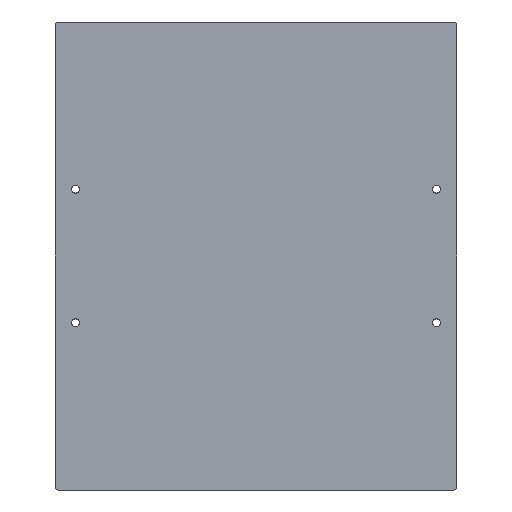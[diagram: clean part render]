
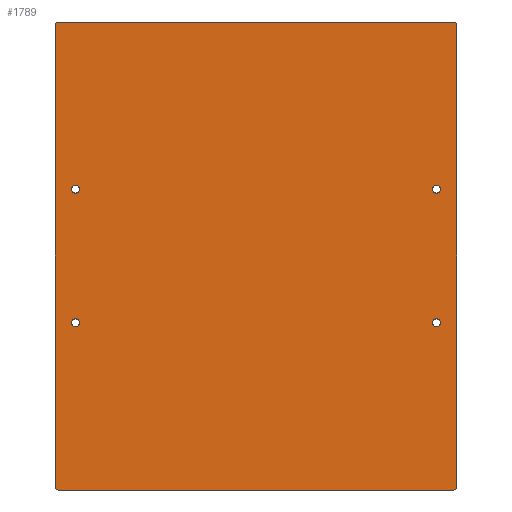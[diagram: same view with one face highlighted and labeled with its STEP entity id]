
A CAD part, front view. The second image highlights one B-rep face of the part: STEP entity #1789.
In plain terms, the highlighted planar face has unit normal (0, -1, 0).
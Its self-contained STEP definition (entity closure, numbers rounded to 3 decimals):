
#79 = CIRCLE ( 'NONE', #5341, 3. ) ;
#85 = CARTESIAN_POINT ( 'NONE',  ( 148., 0., -175. ) ) ;
#145 = VERTEX_POINT ( 'NONE', #3195 ) ;
#235 = EDGE_CURVE ( 'NONE', #3936, #1302, #2245, .T. ) ;
#332 = CIRCLE ( 'NONE', #4710, 2. ) ;
#344 = CIRCLE ( 'NONE', #3958, 3. ) ;
#403 = AXIS2_PLACEMENT_3D ( 'NONE', #2771, #2815, #5218 ) ;
#441 = ORIENTED_EDGE ( 'NONE', *, *, #2382, .F. ) ;
#532 = EDGE_LOOP ( 'NONE', ( #3474, #4748 ) ) ;
#546 = ORIENTED_EDGE ( 'NONE', *, *, #5867, .F. ) ;
#577 = VERTEX_POINT ( 'NONE', #4652 ) ;
#630 = CARTESIAN_POINT ( 'NONE',  ( 135., 0., 50. ) ) ;
#654 = AXIS2_PLACEMENT_3D ( 'NONE', #1272, #5693, #6180 ) ;
#853 = FACE_BOUND ( 'NONE', #5899, .T. ) ;
#886 = DIRECTION ( 'NONE',  ( 0., 1., 0. ) ) ;
#891 = EDGE_CURVE ( 'NONE', #577, #5049, #4554, .T. ) ;
#925 = CIRCLE ( 'NONE', #3517, 2. ) ;
#963 = ORIENTED_EDGE ( 'NONE', *, *, #5720, .F. ) ;
#1028 = CARTESIAN_POINT ( 'NONE',  ( -135., 0., 50. ) ) ;
#1029 = ORIENTED_EDGE ( 'NONE', *, *, #891, .F. ) ;
#1048 = CARTESIAN_POINT ( 'NONE',  ( -135., 0., 53. ) ) ;
#1049 = EDGE_CURVE ( 'NONE', #1765, #6179, #332, .T. ) ;
#1072 = CARTESIAN_POINT ( 'NONE',  ( -135., 0., 50. ) ) ;
#1086 = CARTESIAN_POINT ( 'NONE',  ( 148., 0., -173. ) ) ;
#1200 = CARTESIAN_POINT ( 'NONE',  ( -150., 0., -173. ) ) ;
#1246 = VERTEX_POINT ( 'NONE', #1870 ) ;
#1272 = CARTESIAN_POINT ( 'NONE',  ( 148., 0., 173. ) ) ;
#1302 = VERTEX_POINT ( 'NONE', #4394 ) ;
#1331 = CARTESIAN_POINT ( 'NONE',  ( -148., 0., -173. ) ) ;
#1358 = EDGE_LOOP ( 'NONE', ( #1029, #2814 ) ) ;
#1377 = AXIS2_PLACEMENT_3D ( 'NONE', #4889, #1388, #3832 ) ;
#1388 = DIRECTION ( 'NONE',  ( 0., -1., 0. ) ) ;
#1390 = CARTESIAN_POINT ( 'NONE',  ( 135., 0., -50. ) ) ;
#1412 = VERTEX_POINT ( 'NONE', #85 ) ;
#1413 = DIRECTION ( 'NONE',  ( 0., -1., 0. ) ) ;
#1497 = CIRCLE ( 'NONE', #5511, 3. ) ;
#1508 = DIRECTION ( 'NONE',  ( 0., -1., 0. ) ) ;
#1546 = DIRECTION ( 'NONE',  ( 0., 0., -1. ) ) ;
#1577 = ORIENTED_EDGE ( 'NONE', *, *, #4588, .F. ) ;
#1580 = DIRECTION ( 'NONE',  ( 0., 0., 1. ) ) ;
#1596 = DIRECTION ( 'NONE',  ( 0., -1., 0. ) ) ;
#1658 = DIRECTION ( 'NONE',  ( 0., 1., 0. ) ) ;
#1676 = DIRECTION ( 'NONE',  ( 0., 0., -1. ) ) ;
#1754 = CARTESIAN_POINT ( 'NONE',  ( 0., 0., -175. ) ) ;
#1765 = VERTEX_POINT ( 'NONE', #6263 ) ;
#1776 = PLANE ( 'NONE',  #403 ) ;
#1787 = CARTESIAN_POINT ( 'NONE',  ( 150., 0., 173. ) ) ;
#1789 = ADVANCED_FACE ( 'NONE', ( #4611, #3916, #5136, #853, #2985 ), #1776, .F. ) ;
#1821 = ORIENTED_EDGE ( 'NONE', *, *, #3001, .F. ) ;
#1868 = EDGE_CURVE ( 'NONE', #145, #4742, #4463, .T. ) ;
#1870 = CARTESIAN_POINT ( 'NONE',  ( 135., 0., 53. ) ) ;
#1904 = CARTESIAN_POINT ( 'NONE',  ( -148., 0., 175. ) ) ;
#1912 = ORIENTED_EDGE ( 'NONE', *, *, #1049, .F. ) ;
#2140 = CARTESIAN_POINT ( 'NONE',  ( -148., 0., 173. ) ) ;
#2175 = AXIS2_PLACEMENT_3D ( 'NONE', #630, #4495, #1580 ) ;
#2245 = LINE ( 'NONE', #2932, #3779 ) ;
#2355 = EDGE_LOOP ( 'NONE', ( #4557, #2905, #441, #5952, #6160, #5764, #1912, #963 ) ) ;
#2364 = CARTESIAN_POINT ( 'NONE',  ( -135., 0., 47. ) ) ;
#2366 = VERTEX_POINT ( 'NONE', #2364 ) ;
#2382 = EDGE_CURVE ( 'NONE', #1302, #1412, #925, .T. ) ;
#2397 = CARTESIAN_POINT ( 'NONE',  ( -135., 0., -50. ) ) ;
#2420 = DIRECTION ( 'NONE',  ( 0., 0., 1. ) ) ;
#2450 = CARTESIAN_POINT ( 'NONE',  ( -148., 0., -175. ) ) ;
#2468 = VERTEX_POINT ( 'NONE', #4940 ) ;
#2540 = AXIS2_PLACEMENT_3D ( 'NONE', #1331, #886, #6264 ) ;
#2655 = DIRECTION ( 'NONE',  ( 0., 0., 1. ) ) ;
#2704 = EDGE_CURVE ( 'NONE', #5409, #3936, #5130, .T. ) ;
#2714 = ORIENTED_EDGE ( 'NONE', *, *, #1868, .F. ) ;
#2771 = CARTESIAN_POINT ( 'NONE',  ( 0., 0., 0. ) ) ;
#2814 = ORIENTED_EDGE ( 'NONE', *, *, #2872, .F. ) ;
#2815 = DIRECTION ( 'NONE',  ( 0., 1., 0. ) ) ;
#2817 = EDGE_CURVE ( 'NONE', #6179, #5409, #3198, .T. ) ;
#2872 = EDGE_CURVE ( 'NONE', #5049, #577, #5595, .T. ) ;
#2905 = ORIENTED_EDGE ( 'NONE', *, *, #4413, .F. ) ;
#2932 = CARTESIAN_POINT ( 'NONE',  ( 150., 0., 0. ) ) ;
#2985 = FACE_OUTER_BOUND ( 'NONE', #2355, .T. ) ;
#3001 = EDGE_CURVE ( 'NONE', #2468, #1246, #4601, .T. ) ;
#3010 = DIRECTION ( 'NONE',  ( 0., -1., 0. ) ) ;
#3195 = CARTESIAN_POINT ( 'NONE',  ( 135., 0., -47. ) ) ;
#3198 = LINE ( 'NONE', #6267, #5123 ) ;
#3474 = ORIENTED_EDGE ( 'NONE', *, *, #6347, .F. ) ;
#3517 = AXIS2_PLACEMENT_3D ( 'NONE', #1086, #4505, #1546 ) ;
#3578 = VERTEX_POINT ( 'NONE', #1048 ) ;
#3691 = EDGE_CURVE ( 'NONE', #2366, #3578, #79, .T. ) ;
#3779 = VECTOR ( 'NONE', #4451, 1000. ) ;
#3832 = DIRECTION ( 'NONE',  ( 0., 0., 1. ) ) ;
#3869 = LINE ( 'NONE', #5370, #5568 ) ;
#3916 = FACE_BOUND ( 'NONE', #532, .T. ) ;
#3936 = VERTEX_POINT ( 'NONE', #1787 ) ;
#3958 = AXIS2_PLACEMENT_3D ( 'NONE', #1028, #3010, #4944 ) ;
#4053 = CARTESIAN_POINT ( 'NONE',  ( -135., 0., -50. ) ) ;
#4394 = CARTESIAN_POINT ( 'NONE',  ( 150., 0., -173. ) ) ;
#4413 = EDGE_CURVE ( 'NONE', #1412, #4707, #6121, .T. ) ;
#4451 = DIRECTION ( 'NONE',  ( 0., 0., -1. ) ) ;
#4463 = CIRCLE ( 'NONE', #1377, 3. ) ;
#4495 = DIRECTION ( 'NONE',  ( 0., -1., 0. ) ) ;
#4505 = DIRECTION ( 'NONE',  ( 0., 1., 0. ) ) ;
#4554 = CIRCLE ( 'NONE', #4793, 3. ) ;
#4557 = ORIENTED_EDGE ( 'NONE', *, *, #4572, .F. ) ;
#4572 = EDGE_CURVE ( 'NONE', #4707, #5948, #5111, .T. ) ;
#4588 = EDGE_CURVE ( 'NONE', #4742, #145, #1497, .T. ) ;
#4601 = CIRCLE ( 'NONE', #2175, 3. ) ;
#4611 = FACE_BOUND ( 'NONE', #1358, .T. ) ;
#4652 = CARTESIAN_POINT ( 'NONE',  ( -135., 0., -47. ) ) ;
#4662 = CARTESIAN_POINT ( 'NONE',  ( 148., 0., 175. ) ) ;
#4707 = VERTEX_POINT ( 'NONE', #2450 ) ;
#4710 = AXIS2_PLACEMENT_3D ( 'NONE', #2140, #1658, #1676 ) ;
#4720 = AXIS2_PLACEMENT_3D ( 'NONE', #2397, #1413, #5429 ) ;
#4742 = VERTEX_POINT ( 'NONE', #5936 ) ;
#4748 = ORIENTED_EDGE ( 'NONE', *, *, #3691, .F. ) ;
#4793 = AXIS2_PLACEMENT_3D ( 'NONE', #4053, #1596, #5957 ) ;
#4809 = VECTOR ( 'NONE', #5712, 1000. ) ;
#4889 = CARTESIAN_POINT ( 'NONE',  ( 135., 0., -50. ) ) ;
#4918 = CARTESIAN_POINT ( 'NONE',  ( -135., 0., -53. ) ) ;
#4940 = CARTESIAN_POINT ( 'NONE',  ( 135., 0., 47. ) ) ;
#4944 = DIRECTION ( 'NONE',  ( 0., 0., 1. ) ) ;
#5049 = VERTEX_POINT ( 'NONE', #4918 ) ;
#5111 = CIRCLE ( 'NONE', #2540, 2. ) ;
#5123 = VECTOR ( 'NONE', #5790, 1000. ) ;
#5130 = CIRCLE ( 'NONE', #654, 2. ) ;
#5136 = FACE_BOUND ( 'NONE', #5604, .T. ) ;
#5142 = CARTESIAN_POINT ( 'NONE',  ( 135., 0., 50. ) ) ;
#5218 = DIRECTION ( 'NONE',  ( 0., 0., 1. ) ) ;
#5341 = AXIS2_PLACEMENT_3D ( 'NONE', #1072, #6050, #6070 ) ;
#5370 = CARTESIAN_POINT ( 'NONE',  ( -150., 0., 0. ) ) ;
#5409 = VERTEX_POINT ( 'NONE', #4662 ) ;
#5429 = DIRECTION ( 'NONE',  ( 0., 0., 1. ) ) ;
#5511 = AXIS2_PLACEMENT_3D ( 'NONE', #1390, #1508, #5895 ) ;
#5568 = VECTOR ( 'NONE', #2420, 1000. ) ;
#5595 = CIRCLE ( 'NONE', #4720, 3. ) ;
#5604 = EDGE_LOOP ( 'NONE', ( #2714, #1577 ) ) ;
#5620 = DIRECTION ( 'NONE',  ( 0., -1., 0. ) ) ;
#5693 = DIRECTION ( 'NONE',  ( 0., 1., 0. ) ) ;
#5712 = DIRECTION ( 'NONE',  ( -1., 0., 0. ) ) ;
#5720 = EDGE_CURVE ( 'NONE', #5948, #1765, #3869, .T. ) ;
#5764 = ORIENTED_EDGE ( 'NONE', *, *, #2817, .F. ) ;
#5790 = DIRECTION ( 'NONE',  ( 1., 0., 0. ) ) ;
#5867 = EDGE_CURVE ( 'NONE', #1246, #2468, #5941, .T. ) ;
#5895 = DIRECTION ( 'NONE',  ( 0., 0., 1. ) ) ;
#5899 = EDGE_LOOP ( 'NONE', ( #546, #1821 ) ) ;
#5936 = CARTESIAN_POINT ( 'NONE',  ( 135., 0., -53. ) ) ;
#5941 = CIRCLE ( 'NONE', #6212, 3. ) ;
#5948 = VERTEX_POINT ( 'NONE', #1200 ) ;
#5952 = ORIENTED_EDGE ( 'NONE', *, *, #235, .F. ) ;
#5957 = DIRECTION ( 'NONE',  ( 0., 0., 1. ) ) ;
#6050 = DIRECTION ( 'NONE',  ( 0., -1., 0. ) ) ;
#6070 = DIRECTION ( 'NONE',  ( 0., 0., 1. ) ) ;
#6121 = LINE ( 'NONE', #1754, #4809 ) ;
#6160 = ORIENTED_EDGE ( 'NONE', *, *, #2704, .F. ) ;
#6179 = VERTEX_POINT ( 'NONE', #1904 ) ;
#6180 = DIRECTION ( 'NONE',  ( 0., 0., -1. ) ) ;
#6212 = AXIS2_PLACEMENT_3D ( 'NONE', #5142, #5620, #2655 ) ;
#6263 = CARTESIAN_POINT ( 'NONE',  ( -150., 0., 173. ) ) ;
#6264 = DIRECTION ( 'NONE',  ( 0., 0., -1. ) ) ;
#6267 = CARTESIAN_POINT ( 'NONE',  ( 0., 0., 175. ) ) ;
#6347 = EDGE_CURVE ( 'NONE', #3578, #2366, #344, .T. ) ;
